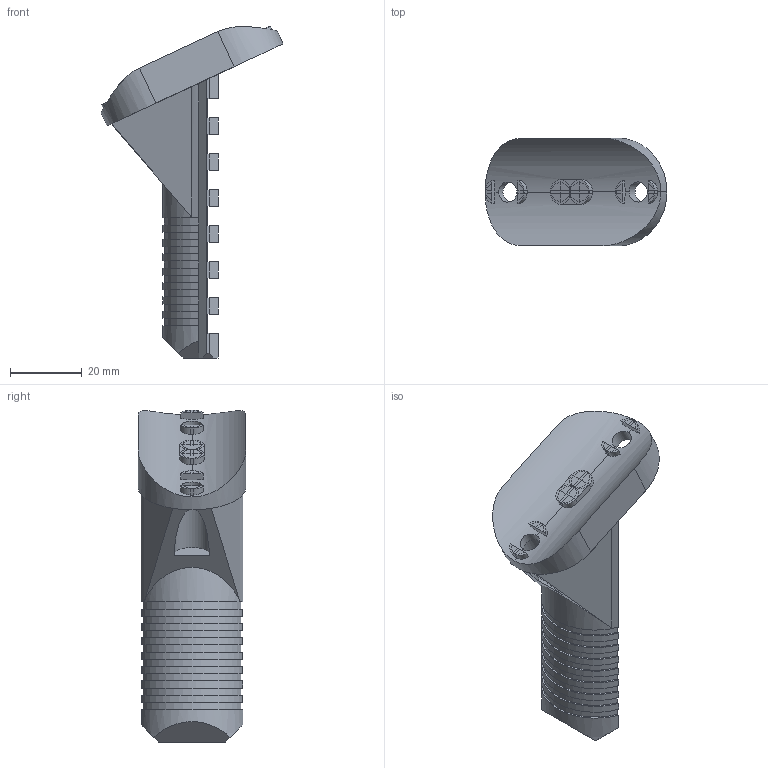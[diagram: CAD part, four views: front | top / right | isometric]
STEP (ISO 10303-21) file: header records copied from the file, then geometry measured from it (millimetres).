
FILE_DESCRIPTION(('FreeCAD Model'),'2;1');
FILE_NAME('Open CASCADE Shape Model','2025-07-30T15:27:59',(''),(''), 'Open CASCADE STEP processor 7.8','FreeCAD','Unknown');
FILE_SCHEMA(('AUTOMOTIVE_DESIGN { 1 0 10303 214 1 1 1 1 }'));
Length unit declared in the file: millimetre
Products named in the file (1): difference013
Bounding box: 50.63 x 30 x 92.38 mm (x, y, z)
Volume: 31694.4 mm3; surface area: 11686.7 mm2
Topology: 1 solids, 1 shells, 228 faces, 591 edges, 364 vertices
Faces by surface type: plane 191, cylinder 37
Full cylindrical faces by diameter (mm): 5.6 x2, 10 x1
Entity records: 7251 total; most frequent: CARTESIAN_POINT 1594, DIRECTION 1185, ORIENTED_EDGE 1182, EDGE_CURVE 591, LINE 415, VECTOR 415, AXIS2_PLACEMENT_3D 385, VERTEX_POINT 364
